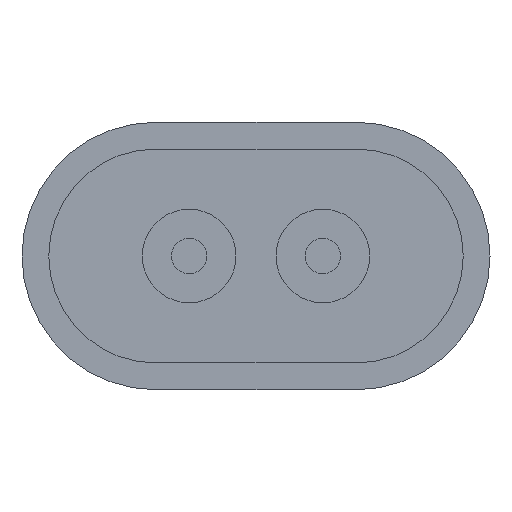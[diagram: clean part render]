
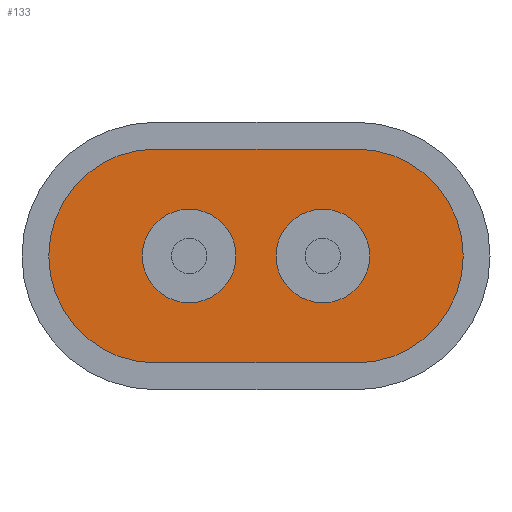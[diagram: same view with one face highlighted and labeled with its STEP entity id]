
A CAD part, front view. The second image highlights one B-rep face of the part: STEP entity #133.
In plain terms, the highlighted planar face has unit normal (0, -1, 0).
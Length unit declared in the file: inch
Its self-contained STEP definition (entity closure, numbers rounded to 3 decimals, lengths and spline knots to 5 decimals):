
#2 = CARTESIAN_POINT ( 'NONE',  ( 0.1119, 0.0407, 0.10525 ) ) ;
#10 = EDGE_CURVE ( 'Defeatured_0_14+Defeatured_0_12+Defeatured_0_13+Defeatured_0_11', #892, #325, #1158, .T. ) ;
#31 = ORIENTED_EDGE ( 'NONE', *, *, #361, .F. ) ;
#43 = DIRECTION ( 'NONE',  ( 0., 0., -1. ) ) ;
#45 = VERTEX_POINT ( 'NONE', #1343 ) ;
#70 = DIRECTION ( 'NONE',  ( 0., 0., 1. ) ) ;
#82 = CARTESIAN_POINT ( 'NONE',  ( 0.0994, 0.0407, 0.16275 ) ) ;
#96 = CARTESIAN_POINT ( 'NONE',  ( 0.0994, 0.0407, 0.12775 ) ) ;
#99 = CIRCLE ( 'NONE', #1291, 0.0175 ) ;
#108 = CARTESIAN_POINT ( 'NONE',  ( 0.0369, 0.0407, 0.18525 ) ) ;
#126 = DIRECTION ( 'NONE',  ( 0., -1., 0. ) ) ;
#133 = ADVANCED_FACE ( 'Defeatured_0_14', ( #968, #1048, #387 ), #952, .F. ) ;
#162 = EDGE_CURVE ( 'Defeatured_0_2+Defeatured_0_14+Defeatured_0_14+Defeatured_0_14', #279, #427, #977, .T. ) ;
#172 = DIRECTION ( 'NONE',  ( 0., 0., 1. ) ) ;
#184 = CARTESIAN_POINT ( 'NONE',  ( 0.0369, 0.0407, 0.14525 ) ) ;
#185 = ORIENTED_EDGE ( 'NONE', *, *, #162, .F. ) ;
#212 = AXIS2_PLACEMENT_3D ( 'NONE', #728, #1279, #172 ) ;
#233 = CARTESIAN_POINT ( 'NONE',  ( 0.1119, 0.0407, 0.14525 ) ) ;
#243 = VECTOR ( 'NONE', #995, 39.37008 ) ;
#279 = VERTEX_POINT ( 'NONE', #96 ) ;
#309 = CARTESIAN_POINT ( 'NONE',  ( 0.0994, 0.0407, 0.14525 ) ) ;
#310 = EDGE_CURVE ( 'Defeatured_0_2+Defeatured_0_14+Defeatured_0_14+Defeatured_0_14', #427, #279, #99, .T. ) ;
#325 = VERTEX_POINT ( 'NONE', #755 ) ;
#361 = EDGE_CURVE ( 'Defeatured_0_3+Defeatured_0_14+Defeatured_0_14+Defeatured_0_14', #45, #707, #1117, .T. ) ;
#373 = CARTESIAN_POINT ( 'NONE',  ( 0.0369, 0.0407, 0.14525 ) ) ;
#377 = EDGE_LOOP ( 'NONE', ( #31, #701 ) ) ;
#378 = CARTESIAN_POINT ( 'NONE',  ( 0.0494, 0.0407, 0.12775 ) ) ;
#383 = DIRECTION ( 'NONE',  ( 0., -1., 0. ) ) ;
#387 = FACE_OUTER_BOUND ( 'NONE', #1043, .T. ) ;
#422 = DIRECTION ( 'NONE',  ( 1., 0., 0. ) ) ;
#427 = VERTEX_POINT ( 'NONE', #82 ) ;
#441 = EDGE_CURVE ( 'Defeatured_0_14+Defeatured_0_13+Defeatured_0_10+Defeatured_0_12', #1350, #892, #1192, .T. ) ;
#600 = CARTESIAN_POINT ( 'NONE',  ( 0.0369, 0.0407, 0.10525 ) ) ;
#604 = AXIS2_PLACEMENT_3D ( 'NONE', #184, #1083, #936 ) ;
#653 = DIRECTION ( 'NONE',  ( 0., 0., 1. ) ) ;
#660 = ORIENTED_EDGE ( 'NONE', *, *, #681, .T. ) ;
#681 = EDGE_CURVE ( 'Defeatured_0_14+Defeatured_0_10+Defeatured_0_11+Defeatured_0_13', #1235, #1350, #806, .T. ) ;
#693 = AXIS2_PLACEMENT_3D ( 'NONE', #711, #1390, #70 ) ;
#701 = ORIENTED_EDGE ( 'NONE', *, *, #1323, .F. ) ;
#707 = VERTEX_POINT ( 'NONE', #378 ) ;
#711 = CARTESIAN_POINT ( 'NONE',  ( 0.0494, 0.0407, 0.14525 ) ) ;
#728 = CARTESIAN_POINT ( 'NONE',  ( 0.0994, 0.0407, 0.14525 ) ) ;
#752 = ORIENTED_EDGE ( 'NONE', *, *, #10, .T. ) ;
#755 = CARTESIAN_POINT ( 'NONE',  ( 0.1119, 0.0407, 0.18525 ) ) ;
#760 = DIRECTION ( 'NONE',  ( 0., -1., 0. ) ) ;
#768 = EDGE_LOOP ( 'NONE', ( #1015, #185 ) ) ;
#801 = CARTESIAN_POINT ( 'NONE',  ( 0.0494, 0.0407, 0.14525 ) ) ;
#806 = CIRCLE ( 'NONE', #1022, 0.04 ) ;
#820 = DIRECTION ( 'NONE',  ( 0., 0., 1. ) ) ;
#843 = VECTOR ( 'NONE', #422, 39.37008 ) ;
#857 = ORIENTED_EDGE ( 'NONE', *, *, #441, .T. ) ;
#860 = CARTESIAN_POINT ( 'NONE',  ( 0.0369, 0.0407, 0.10525 ) ) ;
#863 = CIRCLE ( 'NONE', #963, 0.0175 ) ;
#884 = LINE ( 'NONE', #1344, #243 ) ;
#892 = VERTEX_POINT ( 'NONE', #2 ) ;
#936 = DIRECTION ( 'NONE',  ( 0., 0., 1. ) ) ;
#952 = PLANE ( 'NONE',  #604 ) ;
#963 = AXIS2_PLACEMENT_3D ( 'NONE', #801, #383, #820 ) ;
#968 = FACE_BOUND ( 'NONE', #768, .T. ) ;
#977 = CIRCLE ( 'NONE', #212, 0.0175 ) ;
#995 = DIRECTION ( 'NONE',  ( -1., 0., 0. ) ) ;
#1015 = ORIENTED_EDGE ( 'NONE', *, *, #310, .F. ) ;
#1022 = AXIS2_PLACEMENT_3D ( 'NONE', #373, #1163, #43 ) ;
#1026 = DIRECTION ( 'NONE',  ( 0., 0., -1. ) ) ;
#1043 = EDGE_LOOP ( 'NONE', ( #660, #857, #752, #1180 ) ) ;
#1048 = FACE_BOUND ( 'NONE', #377, .T. ) ;
#1083 = DIRECTION ( 'NONE',  ( 0., 1., 0. ) ) ;
#1117 = CIRCLE ( 'NONE', #693, 0.0175 ) ;
#1158 = CIRCLE ( 'NONE', #1293, 0.04 ) ;
#1163 = DIRECTION ( 'NONE',  ( 0., -1., 0. ) ) ;
#1180 = ORIENTED_EDGE ( 'NONE', *, *, #1197, .T. ) ;
#1192 = LINE ( 'NONE', #860, #843 ) ;
#1197 = EDGE_CURVE ( 'Defeatured_0_14+Defeatured_0_11+Defeatured_0_12+Defeatured_0_10', #325, #1235, #884, .T. ) ;
#1235 = VERTEX_POINT ( 'NONE', #108 ) ;
#1279 = DIRECTION ( 'NONE',  ( 0., -1., 0. ) ) ;
#1291 = AXIS2_PLACEMENT_3D ( 'NONE', #309, #760, #653 ) ;
#1293 = AXIS2_PLACEMENT_3D ( 'NONE', #233, #126, #1026 ) ;
#1323 = EDGE_CURVE ( 'Defeatured_0_3+Defeatured_0_14+Defeatured_0_14+Defeatured_0_14', #707, #45, #863, .T. ) ;
#1343 = CARTESIAN_POINT ( 'NONE',  ( 0.0494, 0.0407, 0.16275 ) ) ;
#1344 = CARTESIAN_POINT ( 'NONE',  ( 0.0369, 0.0407, 0.18525 ) ) ;
#1350 = VERTEX_POINT ( 'NONE', #600 ) ;
#1390 = DIRECTION ( 'NONE',  ( 0., -1., 0. ) ) ;
